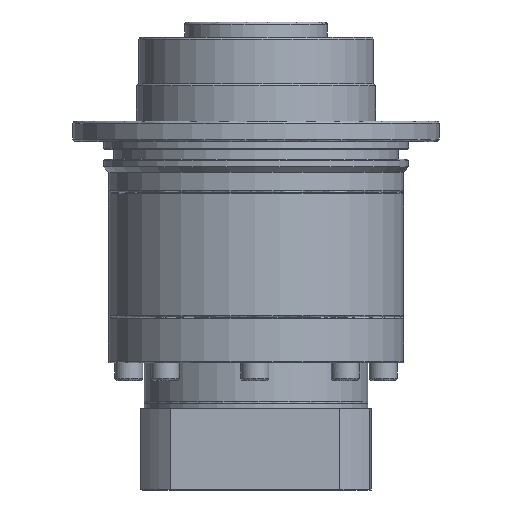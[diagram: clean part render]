
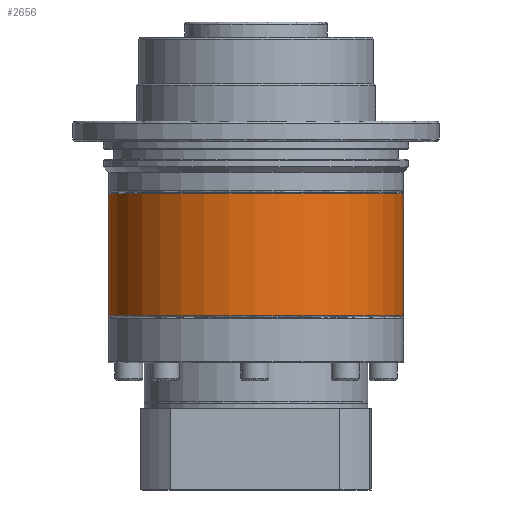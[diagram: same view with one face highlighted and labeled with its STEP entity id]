
A CAD part, front view. The second image highlights one B-rep face of the part: STEP entity #2656.
In plain terms, the highlighted cylindrical face has radius 29 mm (diameter 58 mm), a partial arc.
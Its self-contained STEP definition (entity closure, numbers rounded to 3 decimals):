
#528 = ORIENTED_EDGE ( 'NONE', *, *, #14267, .F. ) ;
#544 = AXIS2_PLACEMENT_3D ( 'NONE', #13069, #21183, #21005 ) ;
#2182 = ORIENTED_EDGE ( 'NONE', *, *, #9111, .T. ) ;
#2656 = ADVANCED_FACE ( 'NONE', ( #22753 ), #25664, .T. ) ;
#3090 = CARTESIAN_POINT ( 'NONE',  ( 0., 0., 24.2 ) ) ;
#5197 = DIRECTION ( 'NONE',  ( 1., 0., 0. ) ) ;
#7444 = VERTEX_POINT ( 'NONE', #17813 ) ;
#7774 = CARTESIAN_POINT ( 'NONE',  ( 0., 0., 0.3 ) ) ;
#8243 = VECTOR ( 'NONE', #26220, 1000. ) ;
#9088 = EDGE_CURVE ( 'NONE', #20837, #11904, #16774, .T. ) ;
#9111 = EDGE_CURVE ( 'NONE', #11904, #7444, #22301, .T. ) ;
#9910 = DIRECTION ( 'NONE',  ( 1., 0., 0. ) ) ;
#10526 = VECTOR ( 'NONE', #26609, 1000. ) ;
#11654 = CARTESIAN_POINT ( 'NONE',  ( -29., 0., 0. ) ) ;
#11896 = CARTESIAN_POINT ( 'NONE',  ( -29., 0., 0.3 ) ) ;
#11904 = VERTEX_POINT ( 'NONE', #16126 ) ;
#13069 = CARTESIAN_POINT ( 'NONE',  ( 0., 0., 0. ) ) ;
#13942 = CIRCLE ( 'NONE', #26290, 29. ) ;
#14157 = CARTESIAN_POINT ( 'NONE',  ( 29., 0., 0. ) ) ;
#14267 = EDGE_CURVE ( 'NONE', #20837, #25783, #19374, .T. ) ;
#15280 = ORIENTED_EDGE ( 'NONE', *, *, #22314, .T. ) ;
#16126 = CARTESIAN_POINT ( 'NONE',  ( 29., 0., 0.3 ) ) ;
#16774 = CIRCLE ( 'NONE', #27047, 29. ) ;
#17772 = DIRECTION ( 'NONE',  ( 0., 0., -1. ) ) ;
#17813 = CARTESIAN_POINT ( 'NONE',  ( 29., 0., 24.2 ) ) ;
#18483 = ORIENTED_EDGE ( 'NONE', *, *, #9088, .T. ) ;
#19374 = LINE ( 'NONE', #11654, #8243 ) ;
#20837 = VERTEX_POINT ( 'NONE', #11896 ) ;
#21005 = DIRECTION ( 'NONE',  ( 1., 0., 0. ) ) ;
#21183 = DIRECTION ( 'NONE',  ( 0., 0., 1. ) ) ;
#21806 = EDGE_LOOP ( 'NONE', ( #528, #18483, #2182, #15280 ) ) ;
#22301 = LINE ( 'NONE', #14157, #10526 ) ;
#22314 = EDGE_CURVE ( 'NONE', #7444, #25783, #13942, .T. ) ;
#22456 = DIRECTION ( 'NONE',  ( 0., 0., 1. ) ) ;
#22753 = FACE_OUTER_BOUND ( 'NONE', #21806, .T. ) ;
#23677 = CARTESIAN_POINT ( 'NONE',  ( -29., 0., 24.2 ) ) ;
#25664 = CYLINDRICAL_SURFACE ( 'NONE', #544, 29. ) ;
#25783 = VERTEX_POINT ( 'NONE', #23677 ) ;
#26220 = DIRECTION ( 'NONE',  ( 0., 0., 1. ) ) ;
#26290 = AXIS2_PLACEMENT_3D ( 'NONE', #3090, #17772, #5197 ) ;
#26609 = DIRECTION ( 'NONE',  ( 0., 0., 1. ) ) ;
#27047 = AXIS2_PLACEMENT_3D ( 'NONE', #7774, #22456, #9910 ) ;
